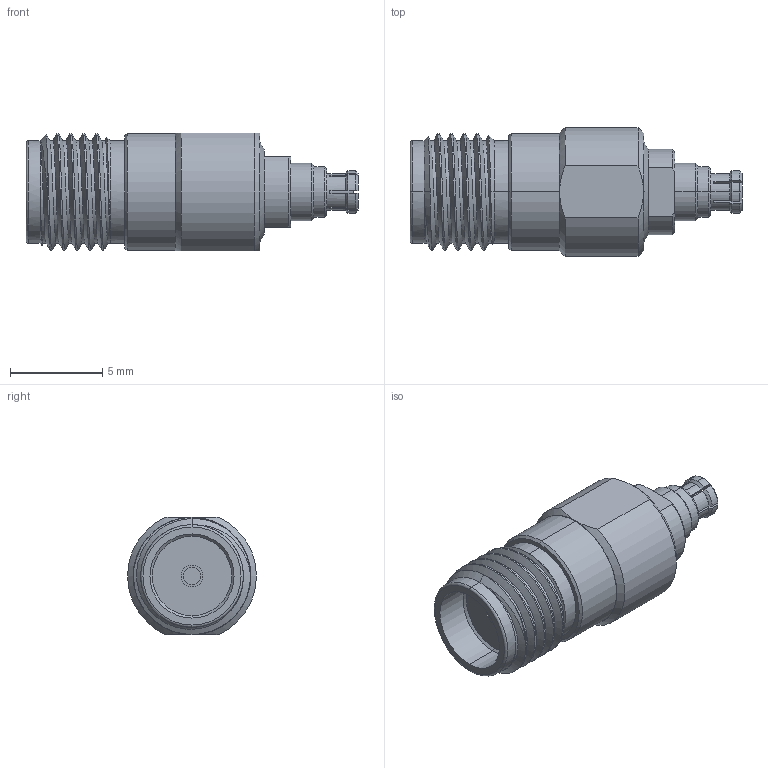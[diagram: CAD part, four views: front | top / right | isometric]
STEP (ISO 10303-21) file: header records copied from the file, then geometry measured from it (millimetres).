
FILE_DESCRIPTION (( 'STEP AP214' ), '1' );
FILE_NAME ('SM8902_3D.step', '2025-01-08T23:24:00', ( '' ), ( '' ), 'SwSTEP 2.0', 'SolidWorks 2022', '' );
FILE_SCHEMA (( 'AUTOMOTIVE_DESIGN' ));
Length unit declared in the file: inch
Products named in the file (1): SM8902_3D
Bounding box: 18.03 x 7 x 6.4 mm (x, y, z)
Volume: 404.4 mm3; surface area: 516.9 mm2
Topology: 1 solids, 1 shells, 151 faces, 387 edges, 250 vertices
Faces by surface type: plane 50, cone 45, cylinder 45, bspline 9, torus 2
Entity records: 7597 total; most frequent: CARTESIAN_POINT 2786, ORIENTED_EDGE 774, DIRECTION 709, EDGE_CURVE 387, AXIS2_PLACEMENT_3D 282, VERTEX_POINT 250, EDGE_LOOP 163, FACE_OUTER_BOUND 151
